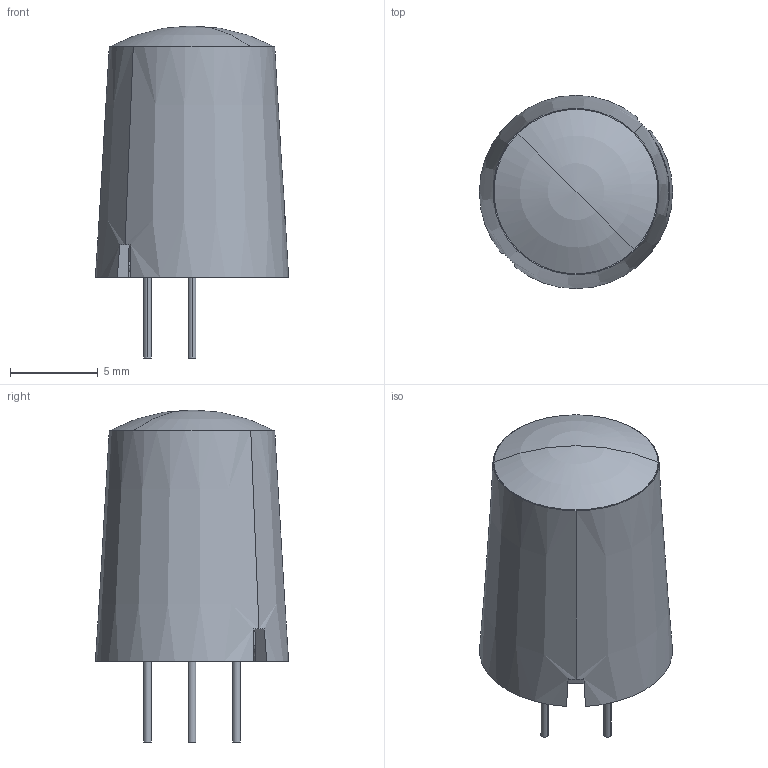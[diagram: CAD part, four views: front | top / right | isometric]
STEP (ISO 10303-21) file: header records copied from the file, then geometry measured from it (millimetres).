
FILE_DESCRIPTION (( 'STEP AP214' ), '1' );
FILE_NAME ('SENSOR-TH_EKMC1601111.STEP', '2023-02-05T04:02:26', ( '' ), ( '' ), 'SwSTEP 2.0', 'SolidWorks 2020', '' );
FILE_SCHEMA (( 'AUTOMOTIVE_DESIGN' ));
Length unit declared in the file: millimetre
Products named in the file (1): SENSOR-TH_EKMC1601111
Bounding box: 11.03 x 11.03 x 18.95 mm (x, y, z)
Volume: 1068.5 mm3; surface area: 832.2 mm2
Topology: 2 solids, 2 shells, 266 faces, 714 edges, 475 vertices
Faces by surface type: bspline 200, cone 22, plane 20, cylinder 18, torus 4, sphere 2
Entity records: 15018 total; most frequent: CARTESIAN_POINT 7151, ORIENTED_EDGE 1422, EDGE_CURVE 711, B_SPLINE_CURVE_WITH_KNOTS 607, VERTEX_POINT 474, DIRECTION 295, EDGE_LOOP 291, UNCERTAINTY_MEASURE_WITH_UNIT 270
